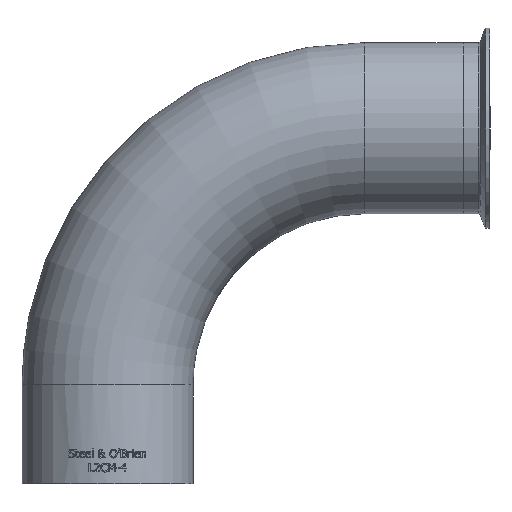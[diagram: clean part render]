
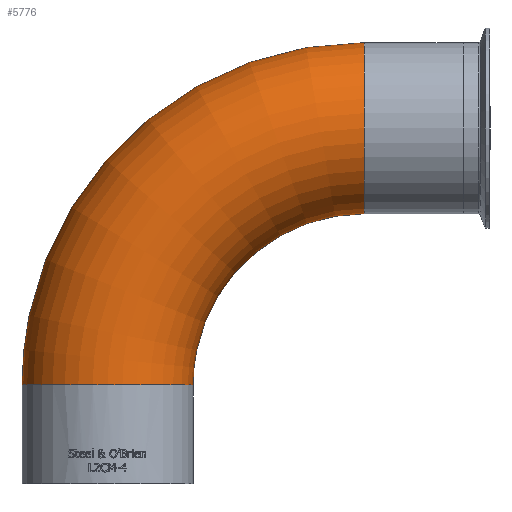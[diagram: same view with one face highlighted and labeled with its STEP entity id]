
A CAD part, top view. The second image highlights one B-rep face of the part: STEP entity #5776.
In plain terms, the highlighted toroidal (fillet/blend) face has major radius 152.4 mm and minor radius 50.8 mm.
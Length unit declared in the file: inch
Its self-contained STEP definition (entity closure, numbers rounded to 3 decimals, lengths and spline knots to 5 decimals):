
#25=TOROIDAL_SURFACE('',#6128,6.,2.);
#103=FACE_BOUND('',#1375,.T.);
#998=FACE_OUTER_BOUND('',#1374,.T.);
#1374=EDGE_LOOP('',(#5388));
#1375=EDGE_LOOP('',(#5389));
#1502=CIRCLE('',#6077,2.);
#1526=CIRCLE('',#6129,2.);
#2839=VERTEX_POINT('',#12387);
#2863=VERTEX_POINT('',#12463);
#3683=EDGE_CURVE('',#2839,#2839,#1502,.T.);
#3707=EDGE_CURVE('',#2863,#2863,#1526,.T.);
#5388=ORIENTED_EDGE('',*,*,#3683,.F.);
#5389=ORIENTED_EDGE('',*,*,#3707,.T.);
#5776=ADVANCED_FACE('',(#998,#103),#25,.T.);
#6077=AXIS2_PLACEMENT_3D('',#12388,#7106,#7107);
#6128=AXIS2_PLACEMENT_3D('',#12462,#7208,#7209);
#6129=AXIS2_PLACEMENT_3D('',#12464,#7210,#7211);
#7106=DIRECTION('center_axis',(0.,-1.,0.));
#7107=DIRECTION('ref_axis',(-1.,0.,0.));
#7208=DIRECTION('center_axis',(0.,0.,
1.));
#7209=DIRECTION('ref_axis',(0.,1.,0.));
#7210=DIRECTION('center_axis',(-1.,0.,0.));
#7211=DIRECTION('ref_axis',(0.,1.,0.));
#12387=CARTESIAN_POINT('',(2.,-6.,0.));
#12388=CARTESIAN_POINT('Origin',(0.,-6.,0.));
#12462=CARTESIAN_POINT('Origin',(6.,-6.,0.));
#12463=CARTESIAN_POINT('',(6.,-2.,0.));
#12464=CARTESIAN_POINT('Origin',(6.,0.,0.));
